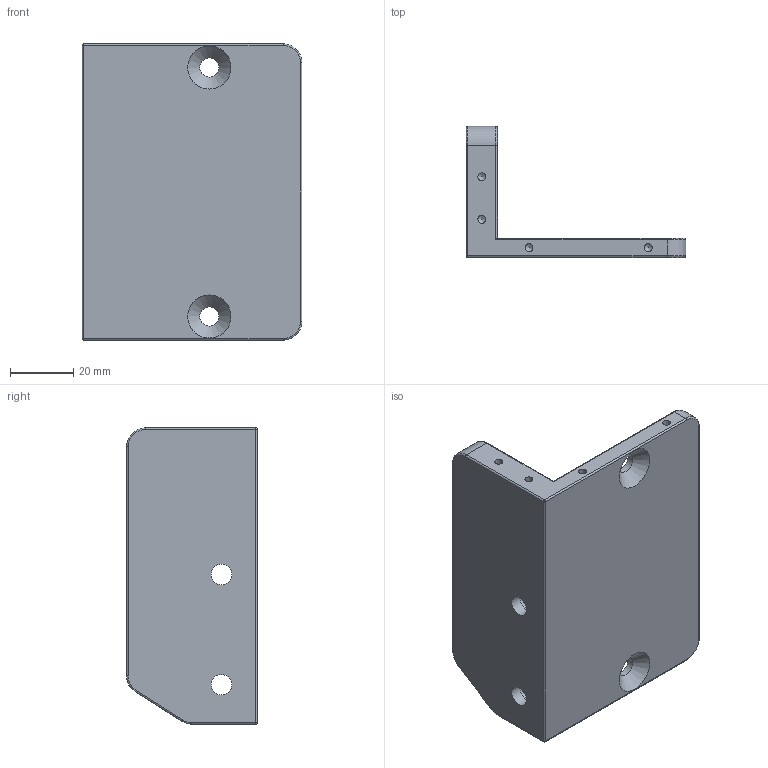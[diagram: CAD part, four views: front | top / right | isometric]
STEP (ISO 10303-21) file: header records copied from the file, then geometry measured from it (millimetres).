
FILE_DESCRIPTION(/* description */ (''),/* implementation_level */ '2;1');
FILE_NAME(/* name */ 'Equerre de montage.stp',/* time_stamp */ '2020-11-19T14:54:30+01:00',/* author */ ('j.feuillet'),/* organization */ (''),/* preprocessor_version */ 'ST-DEVELOPER v16.13',/* originating_system */ 'Autodesk Inventor 2018',/* authorisation */ '');
FILE_SCHEMA (('AUTOMOTIVE_DESIGN { 1 0 10303 214 3 1 1 }'));
Length unit declared in the file: millimetre
Products named in the file (1): Pièce5
Bounding box: 69.8 x 41.5 x 94 mm (x, y, z)
Volume: 68809.4 mm3; surface area: 23088.1 mm2
Topology: 1 solids, 1 shells, 65 faces, 148 edges, 87 vertices
Faces by surface type: cylinder 33, plane 11, torus 10, cone 9, sphere 2
Full cylindrical faces by diameter (mm): 2.5 x7, 6.1 x2, 6.5 x2, 10.5 x2
Entity records: 1682 total; most frequent: DIRECTION 325, CARTESIAN_POINT 261, ORIENTED_EDGE 234, AXIS2_PLACEMENT_3D 142, EDGE_CURVE 117, EDGE_LOOP 97, VERTEX_POINT 78, CIRCLE 74
